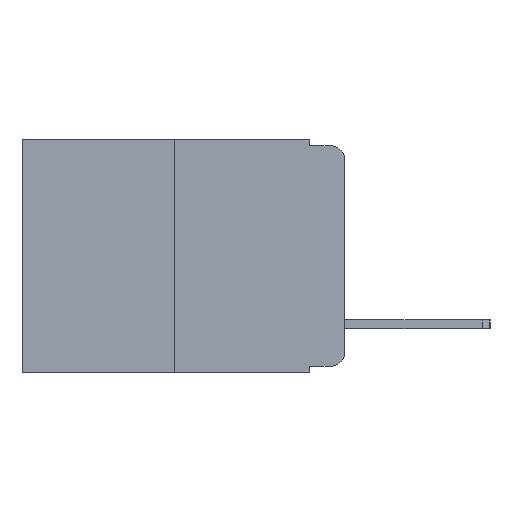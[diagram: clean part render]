
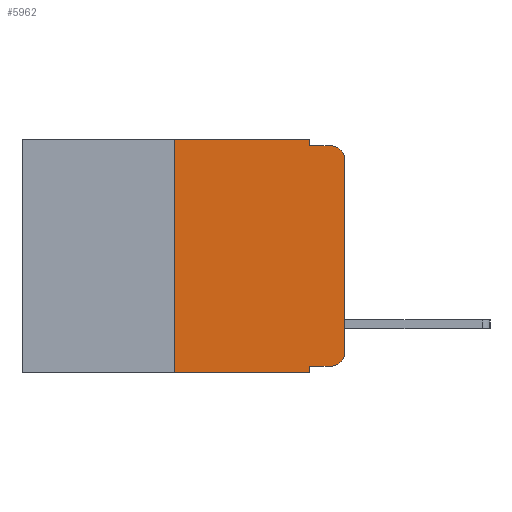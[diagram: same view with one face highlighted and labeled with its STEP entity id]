
A CAD part, left-side view. The second image highlights one B-rep face of the part: STEP entity #5962.
In plain terms, the highlighted planar face has unit normal (-1, 0, 0).
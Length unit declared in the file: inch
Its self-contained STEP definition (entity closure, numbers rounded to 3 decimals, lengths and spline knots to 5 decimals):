
#56 = CARTESIAN_POINT ( 'NONE',  ( 0., 0.473, -0.343 ) ) ;
#189 = LINE ( 'NONE', #56, #2568 ) ;
#321 = EDGE_CURVE ( 'NONE', #10026, #3059, #10351, .T. ) ;
#583 = DIRECTION ( 'NONE',  ( 0., 0., -1. ) ) ;
#1030 = DIRECTION ( 'NONE',  ( 0., 0., 1. ) ) ;
#1100 = VECTOR ( 'NONE', #2041, 39.37008 ) ;
#1190 = CARTESIAN_POINT ( 'NONE',  ( 0., 0., -0.313 ) ) ;
#1581 = LINE ( 'NONE', #1915, #8053 ) ;
#1584 = ORIENTED_EDGE ( 'NONE', *, *, #8716, .T. ) ;
#1614 = DIRECTION ( 'NONE',  ( 0., -1., 0. ) ) ;
#1694 = CARTESIAN_POINT ( 'NONE',  ( 0., 0.051, -0.333 ) ) ;
#1915 = CARTESIAN_POINT ( 'NONE',  ( 0., 0.473, 0. ) ) ;
#2041 = DIRECTION ( 'NONE',  ( 0., 0., 1. ) ) ;
#2172 = EDGE_CURVE ( 'NONE', #9932, #4309, #10448, .T. ) ;
#2257 = ORIENTED_EDGE ( 'NONE', *, *, #10050, .T. ) ;
#2393 = ORIENTED_EDGE ( 'NONE', *, *, #10937, .F. ) ;
#2568 = VECTOR ( 'NONE', #5538, 39.37008 ) ;
#2606 = AXIS2_PLACEMENT_3D ( 'NONE', #10998, #5917, #583 ) ;
#2672 = AXIS2_PLACEMENT_3D ( 'NONE', #7905, #7469, #10780 ) ;
#2803 = CARTESIAN_POINT ( 'NONE',  ( 0., 0., -0.03 ) ) ;
#3000 = VERTEX_POINT ( 'NONE', #1190 ) ;
#3059 = VERTEX_POINT ( 'NONE', #5933 ) ;
#3072 = CARTESIAN_POINT ( 'NONE',  ( 0., 0.051, 0. ) ) ;
#3212 = CARTESIAN_POINT ( 'NONE',  ( 0., 0.051, 0. ) ) ;
#3298 = PLANE ( 'NONE',  #2606 ) ;
#3422 = CARTESIAN_POINT ( 'NONE',  ( 0., 0.051, -0.01 ) ) ;
#3458 = EDGE_CURVE ( 'NONE', #3059, #5240, #1581, .T. ) ;
#3498 = CARTESIAN_POINT ( 'NONE',  ( 0., 0.02, -0.01 ) ) ;
#3515 = CARTESIAN_POINT ( 'NONE',  ( 0., 0.051, 0. ) ) ;
#3548 = EDGE_CURVE ( 'NONE', #10026, #4309, #189, .T. ) ;
#3599 = VERTEX_POINT ( 'NONE', #2803 ) ;
#3643 = ORIENTED_EDGE ( 'NONE', *, *, #321, .F. ) ;
#3741 = CARTESIAN_POINT ( 'NONE',  ( 0., 0.051, -0.333 ) ) ;
#3832 = CARTESIAN_POINT ( 'NONE',  ( 0., 0.25, 0. ) ) ;
#3902 = LINE ( 'NONE', #3422, #6211 ) ;
#4188 = CARTESIAN_POINT ( 'NONE',  ( 0., 0.02, -0.333 ) ) ;
#4293 = VERTEX_POINT ( 'NONE', #4188 ) ;
#4309 = VERTEX_POINT ( 'NONE', #4609 ) ;
#4331 = LINE ( 'NONE', #7208, #8630 ) ;
#4609 = CARTESIAN_POINT ( 'NONE',  ( 0., 0.051, -0.343 ) ) ;
#4710 = EDGE_LOOP ( 'NONE', ( #2257, #10122, #9521, #2393, #7201, #3643, #7464, #11015, #1584, #10669 ) ) ;
#4940 = DIRECTION ( 'NONE',  ( -1., 0., 0. ) ) ;
#4969 = EDGE_CURVE ( 'NONE', #3599, #5383, #10131, .T. ) ;
#5009 = CARTESIAN_POINT ( 'NONE',  ( 0., 0.02, -0.313 ) ) ;
#5116 = DIRECTION ( 'NONE',  ( 0., 0., -1. ) ) ;
#5129 = VERTEX_POINT ( 'NONE', #6412 ) ;
#5190 = FACE_OUTER_BOUND ( 'NONE', #4710, .T. ) ;
#5240 = VERTEX_POINT ( 'NONE', #3072 ) ;
#5383 = VERTEX_POINT ( 'NONE', #3498 ) ;
#5535 = EDGE_CURVE ( 'NONE', #4293, #3000, #9500, .T. ) ;
#5538 = DIRECTION ( 'NONE',  ( 0., -1., 0. ) ) ;
#5917 = DIRECTION ( 'NONE',  ( 1., 0., 0. ) ) ;
#5933 = CARTESIAN_POINT ( 'NONE',  ( 0., 0.25, 0. ) ) ;
#5962 = ADVANCED_FACE ( 'NONE', ( #5190 ), #3298, .F. ) ;
#6211 = VECTOR ( 'NONE', #9497, 39.37008 ) ;
#6290 = CARTESIAN_POINT ( 'NONE',  ( 0., 0.25, -0.343 ) ) ;
#6412 = CARTESIAN_POINT ( 'NONE',  ( 0., 0.051, -0.01 ) ) ;
#7038 = VECTOR ( 'NONE', #9786, 39.37008 ) ;
#7201 = ORIENTED_EDGE ( 'NONE', *, *, #3458, .F. ) ;
#7208 = CARTESIAN_POINT ( 'NONE',  ( 0., 0., 0. ) ) ;
#7464 = ORIENTED_EDGE ( 'NONE', *, *, #3548, .T. ) ;
#7469 = DIRECTION ( 'NONE',  ( -1., 0., 0. ) ) ;
#7905 = CARTESIAN_POINT ( 'NONE',  ( 0., 0.02, -0.03 ) ) ;
#8053 = VECTOR ( 'NONE', #1614, 39.37008 ) ;
#8217 = VECTOR ( 'NONE', #5116, 39.37008 ) ;
#8247 = DIRECTION ( 'NONE',  ( 0., 0., -1. ) ) ;
#8426 = DIRECTION ( 'NONE',  ( 0., 0., -1. ) ) ;
#8520 = VECTOR ( 'NONE', #8426, 39.37008 ) ;
#8630 = VECTOR ( 'NONE', #1030, 39.37008 ) ;
#8716 = EDGE_CURVE ( 'NONE', #9932, #4293, #9326, .T. ) ;
#9326 = LINE ( 'NONE', #3741, #7038 ) ;
#9461 = AXIS2_PLACEMENT_3D ( 'NONE', #5009, #4940, #8247 ) ;
#9497 = DIRECTION ( 'NONE',  ( 0., -1., 0. ) ) ;
#9500 = CIRCLE ( 'NONE', #9461, 0.02 ) ;
#9521 = ORIENTED_EDGE ( 'NONE', *, *, #9885, .F. ) ;
#9786 = DIRECTION ( 'NONE',  ( 0., -1., 0. ) ) ;
#9885 = EDGE_CURVE ( 'NONE', #5129, #5383, #3902, .T. ) ;
#9932 = VERTEX_POINT ( 'NONE', #1694 ) ;
#10026 = VERTEX_POINT ( 'NONE', #6290 ) ;
#10050 = EDGE_CURVE ( 'NONE', #3000, #3599, #4331, .T. ) ;
#10122 = ORIENTED_EDGE ( 'NONE', *, *, #4969, .T. ) ;
#10131 = CIRCLE ( 'NONE', #2672, 0.02 ) ;
#10351 = LINE ( 'NONE', #3832, #1100 ) ;
#10448 = LINE ( 'NONE', #3515, #8217 ) ;
#10669 = ORIENTED_EDGE ( 'NONE', *, *, #5535, .T. ) ;
#10747 = LINE ( 'NONE', #3212, #8520 ) ;
#10780 = DIRECTION ( 'NONE',  ( 0., 0., -1. ) ) ;
#10937 = EDGE_CURVE ( 'NONE', #5240, #5129, #10747, .T. ) ;
#10998 = CARTESIAN_POINT ( 'NONE',  ( 0., 0.473, 0. ) ) ;
#11015 = ORIENTED_EDGE ( 'NONE', *, *, #2172, .F. ) ;
